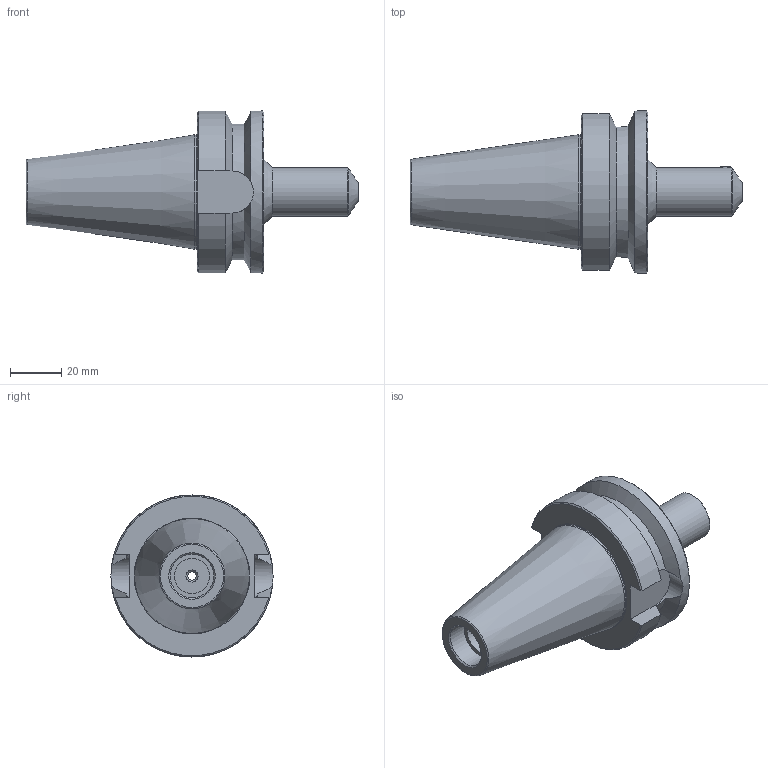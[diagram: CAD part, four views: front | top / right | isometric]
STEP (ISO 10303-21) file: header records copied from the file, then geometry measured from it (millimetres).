
FILE_DESCRIPTION(/* description */ (''),/* implementation_level */ '2;1');
FILE_NAME(/* name */ 'BT40 EM.125-2.5D.step',/* time_stamp */ '2026-01-20T16:55:07-06:00',/* author */ (''),/* organization */ (''),/* preprocessor_version */ 'ST-DEVELOPER v20.1',/* originating_system */ 'Autodesk Translation Framework v14.21.0.0',/* authorisation */ '');
FILE_SCHEMA (('AUTOMOTIVE_DESIGN { 1 0 10303 214 3 1 1 }'));
Length unit declared in the file: inch
Products named in the file (1): BT40 EM.750-2.5D
Bounding box: 129.03 x 62.99 x 62.99 mm (x, y, z)
Volume: 131826.5 mm3; surface area: 24983 mm2
Topology: 1 solids, 1 shells, 50 faces, 119 edges, 77 vertices
Faces by surface type: plane 20, cone 14, cylinder 14, torus 2
Full cylindrical faces by diameter (mm): 3.175 x1, 3.81 x1, 4.699 x1, 13.716 x1, 17.018 x1, 18.948 x1, 44.45 x1, 62.992 x1
Entity records: 1614 total; most frequent: CARTESIAN_POINT 368, DIRECTION 242, ORIENTED_EDGE 238, EDGE_CURVE 119, AXIS2_PLACEMENT_3D 93, VERTEX_POINT 77, EDGE_LOOP 58, LINE 56
